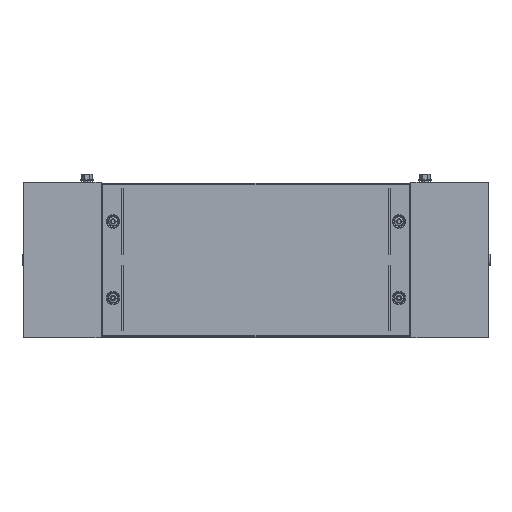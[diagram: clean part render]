
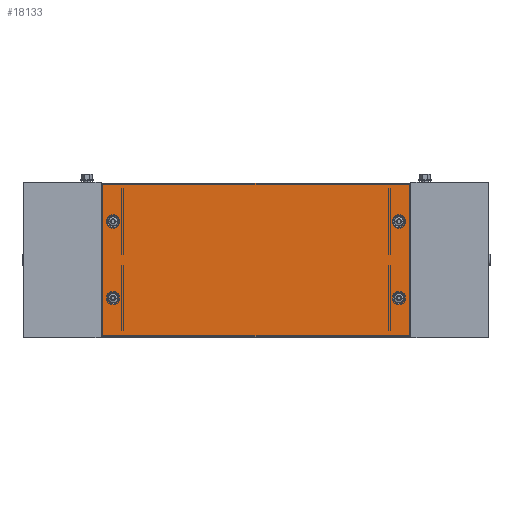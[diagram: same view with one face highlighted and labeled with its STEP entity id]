
A CAD part, top view. The second image highlights one B-rep face of the part: STEP entity #18133.
In plain terms, the highlighted face is planar.
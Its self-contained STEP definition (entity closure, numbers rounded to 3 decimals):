
#267 = CARTESIAN_POINT ( 'NONE',  ( 123.191, -149.5, 0. ) ) ;
#387 = AXIS2_PLACEMENT_3D ( 'NONE', #15302, #18393, #8234 ) ;
#546 = CARTESIAN_POINT ( 'NONE',  ( 101., -1., 0. ) ) ;
#652 = DIRECTION ( 'NONE',  ( 0., 0., 1. ) ) ;
#656 = EDGE_CURVE ( 'NONE', #5425, #11461, #10703, .T. ) ;
#1168 = CARTESIAN_POINT ( 'NONE',  ( 499., -1., 0. ) ) ;
#1242 = ORIENTED_EDGE ( 'NONE', *, *, #5371, .T. ) ;
#1300 = DIRECTION ( 'NONE',  ( -1., 0., 0. ) ) ;
#1582 = CARTESIAN_POINT ( 'NONE',  ( 107.809, -50.5, 0. ) ) ;
#1955 = CARTESIAN_POINT ( 'NONE',  ( 484.5, -50.5, 0. ) ) ;
#1978 = DIRECTION ( 'NONE',  ( 1., 0., 0. ) ) ;
#2212 = CIRCLE ( 'NONE', #4583, 7.691 ) ;
#2497 = VERTEX_POINT ( 'NONE', #7242 ) ;
#2525 = AXIS2_PLACEMENT_3D ( 'NONE', #1955, #6514, #13669 ) ;
#2535 = EDGE_CURVE ( 'NONE', #15754, #7059, #2212, .T. ) ;
#2647 = EDGE_CURVE ( 'NONE', #17254, #2834, #13829, .T. ) ;
#2746 = ORIENTED_EDGE ( 'NONE', *, *, #4234, .F. ) ;
#2782 = CARTESIAN_POINT ( 'NONE',  ( 492.191, -50.5, 0. ) ) ;
#2819 = ORIENTED_EDGE ( 'NONE', *, *, #6418, .T. ) ;
#2834 = VERTEX_POINT ( 'NONE', #13255 ) ;
#2919 = CARTESIAN_POINT ( 'NONE',  ( 101., -199., 0. ) ) ;
#3426 = EDGE_CURVE ( 'NONE', #2834, #17254, #15487, .T. ) ;
#3474 = EDGE_CURVE ( 'NONE', #2497, #5493, #13209, .T. ) ;
#3528 = VERTEX_POINT ( 'NONE', #9764 ) ;
#3536 = CARTESIAN_POINT ( 'NONE',  ( 115.5, -50.5, 0. ) ) ;
#3625 = DIRECTION ( 'NONE',  ( 1., 0., 0. ) ) ;
#3976 = ORIENTED_EDGE ( 'NONE', *, *, #3474, .F. ) ;
#4234 = EDGE_CURVE ( 'NONE', #6740, #15081, #11010, .T. ) ;
#4467 = EDGE_CURVE ( 'NONE', #7059, #15754, #6079, .T. ) ;
#4553 = CARTESIAN_POINT ( 'NONE',  ( 115.5, -50.5, 0. ) ) ;
#4583 = AXIS2_PLACEMENT_3D ( 'NONE', #7155, #15904, #10364 ) ;
#5020 = DIRECTION ( 'NONE',  ( 1., 0., 0. ) ) ;
#5115 = ORIENTED_EDGE ( 'NONE', *, *, #6755, .F. ) ;
#5314 = CARTESIAN_POINT ( 'NONE',  ( 499., -1., 0. ) ) ;
#5371 = EDGE_CURVE ( 'NONE', #11461, #5425, #7297, .T. ) ;
#5424 = ORIENTED_EDGE ( 'NONE', *, *, #3426, .T. ) ;
#5425 = VERTEX_POINT ( 'NONE', #8484 ) ;
#5493 = VERTEX_POINT ( 'NONE', #6045 ) ;
#5950 = CARTESIAN_POINT ( 'NONE',  ( 115.5, -149.5, 0. ) ) ;
#6045 = CARTESIAN_POINT ( 'NONE',  ( 101., -199., 0. ) ) ;
#6079 = CIRCLE ( 'NONE', #2525, 7.691 ) ;
#6117 = VECTOR ( 'NONE', #18297, 1000. ) ;
#6316 = ORIENTED_EDGE ( 'NONE', *, *, #2535, .T. ) ;
#6326 = DIRECTION ( 'NONE',  ( 0., 0., 1. ) ) ;
#6337 = FACE_OUTER_BOUND ( 'NONE', #11617, .T. ) ;
#6367 = CARTESIAN_POINT ( 'NONE',  ( 115.5, -149.5, 0. ) ) ;
#6418 = EDGE_CURVE ( 'NONE', #13477, #3528, #8800, .T. ) ;
#6514 = DIRECTION ( 'NONE',  ( 0., 0., 1. ) ) ;
#6653 = EDGE_LOOP ( 'NONE', ( #8871, #1242 ) ) ;
#6740 = VERTEX_POINT ( 'NONE', #17134 ) ;
#6755 = EDGE_CURVE ( 'NONE', #15081, #2497, #8388, .T. ) ;
#7059 = VERTEX_POINT ( 'NONE', #8000 ) ;
#7155 = CARTESIAN_POINT ( 'NONE',  ( 484.5, -50.5, 0. ) ) ;
#7185 = AXIS2_PLACEMENT_3D ( 'NONE', #4553, #8950, #17401 ) ;
#7242 = CARTESIAN_POINT ( 'NONE',  ( 101., -1., 0. ) ) ;
#7297 = CIRCLE ( 'NONE', #15046, 7.691 ) ;
#7972 = AXIS2_PLACEMENT_3D ( 'NONE', #17800, #652, #3625 ) ;
#7989 = CARTESIAN_POINT ( 'NONE',  ( 476.809, -149.5, 0. ) ) ;
#8000 = CARTESIAN_POINT ( 'NONE',  ( 476.809, -50.5, 0. ) ) ;
#8089 = ORIENTED_EDGE ( 'NONE', *, *, #12141, .T. ) ;
#8234 = DIRECTION ( 'NONE',  ( 1., 0., 0. ) ) ;
#8388 = LINE ( 'NONE', #14056, #16855 ) ;
#8484 = CARTESIAN_POINT ( 'NONE',  ( 107.809, -149.5, 0. ) ) ;
#8800 = CIRCLE ( 'NONE', #9707, 7.691 ) ;
#8871 = ORIENTED_EDGE ( 'NONE', *, *, #656, .T. ) ;
#8950 = DIRECTION ( 'NONE',  ( 0., 0., 1. ) ) ;
#9430 = FACE_BOUND ( 'NONE', #10254, .T. ) ;
#9484 = VECTOR ( 'NONE', #16671, 1000. ) ;
#9707 = AXIS2_PLACEMENT_3D ( 'NONE', #14734, #17626, #1978 ) ;
#9764 = CARTESIAN_POINT ( 'NONE',  ( 492.191, -149.5, 0. ) ) ;
#10172 = DIRECTION ( 'NONE',  ( 1., 0., 0. ) ) ;
#10254 = EDGE_LOOP ( 'NONE', ( #11368, #5424 ) ) ;
#10292 = AXIS2_PLACEMENT_3D ( 'NONE', #3536, #6326, #5020 ) ;
#10364 = DIRECTION ( 'NONE',  ( 1., 0., 0. ) ) ;
#10703 = CIRCLE ( 'NONE', #17825, 7.691 ) ;
#10834 = CIRCLE ( 'NONE', #387, 7.691 ) ;
#11010 = LINE ( 'NONE', #5314, #9484 ) ;
#11368 = ORIENTED_EDGE ( 'NONE', *, *, #2647, .T. ) ;
#11461 = VERTEX_POINT ( 'NONE', #267 ) ;
#11617 = EDGE_LOOP ( 'NONE', ( #3976, #5115, #2746, #16948 ) ) ;
#12052 = DIRECTION ( 'NONE',  ( 1., 0., 0. ) ) ;
#12141 = EDGE_CURVE ( 'NONE', #3528, #13477, #10834, .T. ) ;
#12323 = ORIENTED_EDGE ( 'NONE', *, *, #4467, .T. ) ;
#12843 = EDGE_LOOP ( 'NONE', ( #2819, #8089 ) ) ;
#13209 = LINE ( 'NONE', #546, #13451 ) ;
#13255 = CARTESIAN_POINT ( 'NONE',  ( 123.191, -50.5, 0. ) ) ;
#13313 = DIRECTION ( 'NONE',  ( 0., -1., 0. ) ) ;
#13451 = VECTOR ( 'NONE', #13313, 1000. ) ;
#13477 = VERTEX_POINT ( 'NONE', #7989 ) ;
#13669 = DIRECTION ( 'NONE',  ( 1., 0., 0. ) ) ;
#13761 = FACE_BOUND ( 'NONE', #6653, .T. ) ;
#13829 = CIRCLE ( 'NONE', #10292, 7.691 ) ;
#13989 = EDGE_CURVE ( 'NONE', #5493, #6740, #13997, .T. ) ;
#13997 = LINE ( 'NONE', #2919, #6117 ) ;
#14056 = CARTESIAN_POINT ( 'NONE',  ( 101., -1., 0. ) ) ;
#14734 = CARTESIAN_POINT ( 'NONE',  ( 484.5, -149.5, 0. ) ) ;
#14838 = DIRECTION ( 'NONE',  ( 0., 0., 1. ) ) ;
#14985 = FACE_BOUND ( 'NONE', #17953, .T. ) ;
#15046 = AXIS2_PLACEMENT_3D ( 'NONE', #5950, #17133, #10172 ) ;
#15072 = PLANE ( 'NONE',  #7972 ) ;
#15081 = VERTEX_POINT ( 'NONE', #1168 ) ;
#15302 = CARTESIAN_POINT ( 'NONE',  ( 484.5, -149.5, 0. ) ) ;
#15487 = CIRCLE ( 'NONE', #7185, 7.691 ) ;
#15754 = VERTEX_POINT ( 'NONE', #2782 ) ;
#15904 = DIRECTION ( 'NONE',  ( 0., 0., 1. ) ) ;
#16381 = FACE_BOUND ( 'NONE', #12843, .T. ) ;
#16671 = DIRECTION ( 'NONE',  ( 0., 1., 0. ) ) ;
#16855 = VECTOR ( 'NONE', #1300, 1000. ) ;
#16948 = ORIENTED_EDGE ( 'NONE', *, *, #13989, .F. ) ;
#17133 = DIRECTION ( 'NONE',  ( 0., 0., 1. ) ) ;
#17134 = CARTESIAN_POINT ( 'NONE',  ( 499., -199., 0. ) ) ;
#17254 = VERTEX_POINT ( 'NONE', #1582 ) ;
#17401 = DIRECTION ( 'NONE',  ( 1., 0., 0. ) ) ;
#17626 = DIRECTION ( 'NONE',  ( 0., 0., 1. ) ) ;
#17800 = CARTESIAN_POINT ( 'NONE',  ( 0., 0., 0. ) ) ;
#17825 = AXIS2_PLACEMENT_3D ( 'NONE', #6367, #14838, #12052 ) ;
#17953 = EDGE_LOOP ( 'NONE', ( #12323, #6316 ) ) ;
#18133 = ADVANCED_FACE ( 'NONE', ( #16381, #13761, #14985, #9430, #6337 ), #15072, .F. ) ;
#18297 = DIRECTION ( 'NONE',  ( 1., 0., 0. ) ) ;
#18393 = DIRECTION ( 'NONE',  ( 0., 0., 1. ) ) ;
